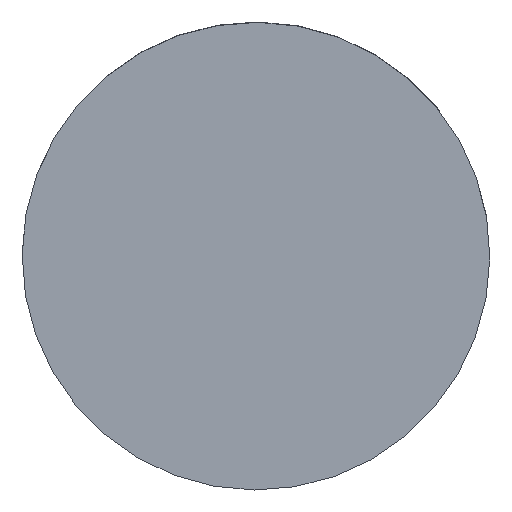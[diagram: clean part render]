
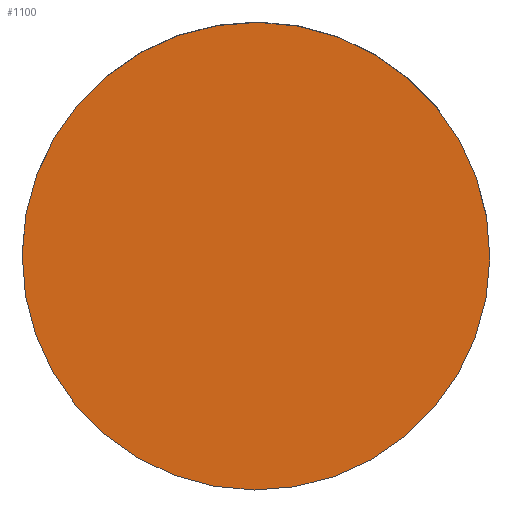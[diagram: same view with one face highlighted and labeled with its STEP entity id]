
A CAD part, front view. The second image highlights one B-rep face of the part: STEP entity #1100.
In plain terms, the highlighted planar face has unit normal (0, -1, -0.001).
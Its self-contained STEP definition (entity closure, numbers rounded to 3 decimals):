
#108=PLANE('',#1240);
#169=FACE_OUTER_BOUND('',#241,.T.);
#241=EDGE_LOOP('',(#898,#899));
#395=CIRCLE('',#1241,30.);
#396=CIRCLE('',#1242,30.);
#505=VERTEX_POINT('',#2278);
#506=VERTEX_POINT('',#2279);
#645=EDGE_CURVE('',#505,#506,#395,.T.);
#646=EDGE_CURVE('',#506,#505,#396,.T.);
#898=ORIENTED_EDGE('',*,*,#645,.F.);
#899=ORIENTED_EDGE('',*,*,#646,.F.);
#1100=ADVANCED_FACE('',(#169),#108,.T.);
#1240=AXIS2_PLACEMENT_3D('',#2277,#1517,#1518);
#1241=AXIS2_PLACEMENT_3D('',#2280,#1519,#1520);
#1242=AXIS2_PLACEMENT_3D('',#2281,#1521,#1522);
#1517=DIRECTION('center_axis',(0.,-1.,
-0.001));
#1518=DIRECTION('ref_axis',(0.166,0.001,-0.986));
#1519=DIRECTION('center_axis',(0.,1.,
0.001));
#1520=DIRECTION('ref_axis',(-0.986,0.,-0.166));
#1521=DIRECTION('center_axis',(0.,1.,
0.001));
#1522=DIRECTION('ref_axis',(-0.986,0.,-0.166));
#2277=CARTESIAN_POINT('Origin',(-14.048,0.002,-69.365));
#2278=CARTESIAN_POINT('',(-29.584,0.004,-71.981));
#2279=CARTESIAN_POINT('',(29.584,-0.004,-62.019));
#2280=CARTESIAN_POINT('Origin',(0.,0.,
-67.));
#2281=CARTESIAN_POINT('Origin',(0.,0.,
-67.));
